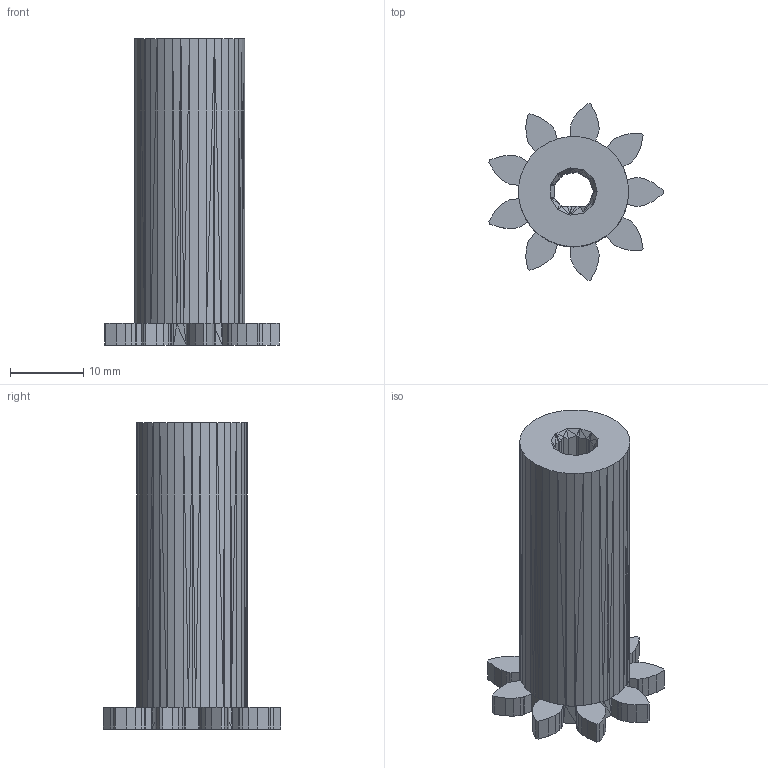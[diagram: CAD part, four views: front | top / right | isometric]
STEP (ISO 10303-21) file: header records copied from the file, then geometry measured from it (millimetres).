
FILE_DESCRIPTION(('FreeCAD Model'),'2;1');
FILE_NAME('Motor_gear_A_qty_1.step','2017-05-30T13:55:28',('Author'),(''), 'Open CASCADE STEP processor 6.8','FreeCAD','Unknown');
FILE_SCHEMA(('AUTOMOTIVE_DESIGN_CC2 { 1 2 10303 214 -1 1 5 4 }'));
Length unit declared in the file: millimetre
Products named in the file (2): ASSEMBLY; Solid
Assembly tree (1 placements, depth 2):
  ASSEMBLY
    Solid
Bounding box: 23.77 x 24.14 x 41.71 mm (x, y, z)
Volume: 6874.5 mm3; surface area: 3408 mm2
Topology: 1 solids, 1 shells, 378 faces, 850 edges, 474 vertices
Faces by surface type: plane 378
Entity records: 20725 total; most frequent: CARTESIAN_POINT 3702, DIRECTION 3012, LINE 2252, VECTOR 2252, ORIENTED_EDGE 1700, PCURVE 1700, DEFINITIONAL_REPRESENTATION 1700, EDGE_CURVE 850
